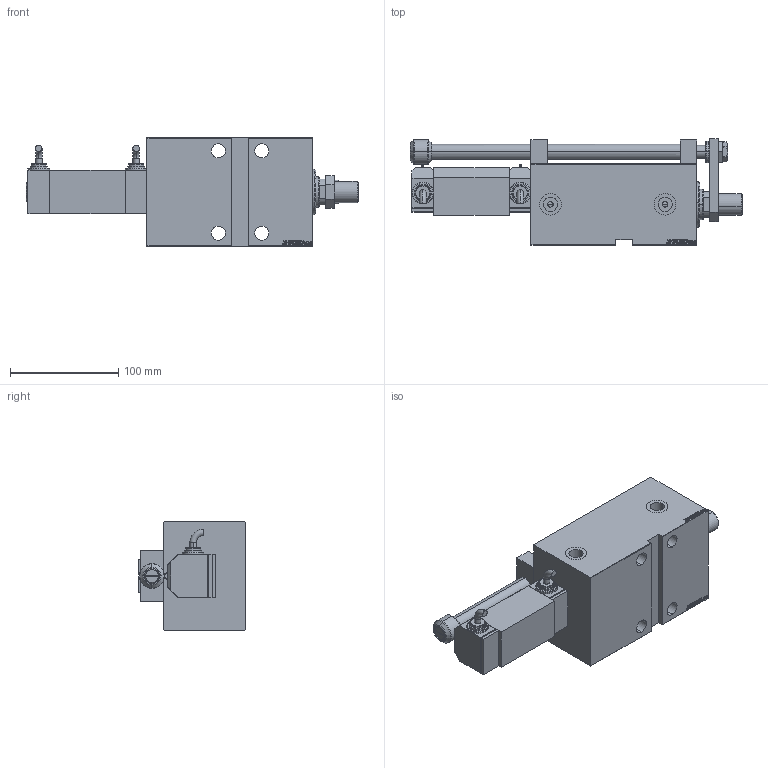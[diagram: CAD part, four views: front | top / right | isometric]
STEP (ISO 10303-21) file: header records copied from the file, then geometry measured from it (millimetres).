
FILE_DESCRIPTION (( 'STEP AP203' ), '1' );
FILE_NAME ('963c.STEP', '2024-02-11T21:34:59', ( '' ), ( '' ), 'SwSTEP 2.0', 'SolidWorks 2019', '' );
FILE_SCHEMA (( 'CONFIG_CONTROL_DESIGN' ));
Length unit declared in the file: millimetre
Products named in the file (15): TYC_P 40674e51a2df55122e9ae5a2508675e0; SWITCH_P_FRONT_BACK 40674e51a2df55122e9ae5a2508675e0; V450CM_VC_G 40674e51a2df55122e9ae5a2508675e0; NUT_D19_P 40674e51a2df55122e9ae5a2508675e0; V450CM_MALE_METRIC 40674e51a2df55122e9ae5a2508675e0; NUT_D16 40674e51a2df55122e9ae5a2508675e0; MIDDLE 40674e51a2df55122e9ae5a2508675e0; 963c; Zatka_OIL_PORT 40674e51a2df55122e9ae5a2508675e0; V450CM_G_VCP 40674e51a2df55122e9ae5a2508675e0; ZARAZKA_P 40674e51a2df55122e9ae5a2508675e0; SWITCH DIM W_B 40674e51a2df55122e9ae5a2508675e0; SWITCH P 40674e51a2df55122e9ae5a2508675e0; KROUZEK_PRO_TYC 40674e51a2df55122e9ae5a2508675e0; V450CM_G_Body 40674e51a2df55122e9ae5a2508675e0
Assembly tree (17 placements, depth 2):
  963c
    V450CM_G_Body 40674e51a2df55122e9ae5a2508675e0
    V450CM_G_VCP 40674e51a2df55122e9ae5a2508675e0
    V450CM_VC_G 40674e51a2df55122e9ae5a2508675e0
    NUT_D16 40674e51a2df55122e9ae5a2508675e0
    NUT_D19_P 40674e51a2df55122e9ae5a2508675e0
    SWITCH DIM W_B 40674e51a2df55122e9ae5a2508675e0
    SWITCH P 40674e51a2df55122e9ae5a2508675e0  x2
    SWITCH_P_FRONT_BACK 40674e51a2df55122e9ae5a2508675e0  x2
    TYC_P 40674e51a2df55122e9ae5a2508675e0
    ZARAZKA_P 40674e51a2df55122e9ae5a2508675e0
    KROUZEK_PRO_TYC 40674e51a2df55122e9ae5a2508675e0
    MIDDLE 40674e51a2df55122e9ae5a2508675e0
    V450CM_MALE_METRIC 40674e51a2df55122e9ae5a2508675e0
    Zatka_OIL_PORT 40674e51a2df55122e9ae5a2508675e0  x2
Bounding box: 306.8 x 98 x 100 mm (x, y, z)
Volume: 1248999.4 mm3; surface area: 201260.3 mm2
Topology: 17 solids, 17 shells, 1133 faces, 2816 edges, 1844 vertices
Faces by surface type: plane 556, bspline 380, cylinder 118, cone 45, torus 34
Entity records: 50036 total; most frequent: CARTESIAN_POINT 25600, ORIENTED_EDGE 5252, DIRECTION 3499, EDGE_CURVE 2626, VERTEX_POINT 1724, VECTOR 1533, LINE 1533, EDGE_LOOP 1202
